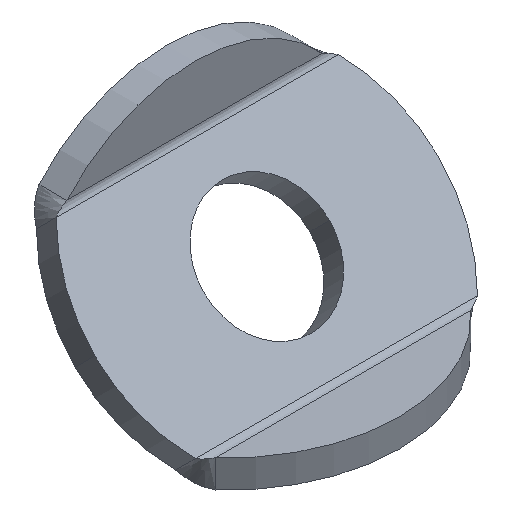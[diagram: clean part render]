
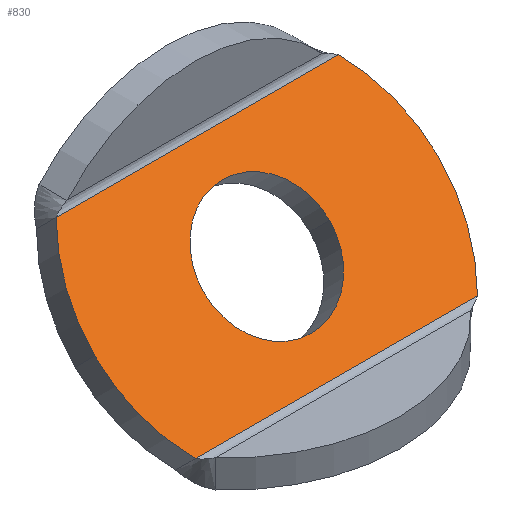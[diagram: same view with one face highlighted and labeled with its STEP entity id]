
A CAD part, isometric view. The second image highlights one B-rep face of the part: STEP entity #830.
In plain terms, the highlighted planar face has unit normal (0, -0.707, 0.707).
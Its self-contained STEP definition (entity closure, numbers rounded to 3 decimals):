
#51=CARTESIAN_POINT('',(2.161,0.827,10.78));
#52=VERTEX_POINT('',#51);
#76=CARTESIAN_POINT('',(5.492,-6.661,3.293));
#77=VERTEX_POINT('',#76);
#84=CARTESIAN_POINT('',(20.661,0.827,10.78));
#85=DIRECTION('',(0.0,0.707,-0.707));
#86=DIRECTION('',(-1.0,0.0,0.0));
#87=AXIS2_PLACEMENT_3D('',#84,#85,#86);
#88=CIRCLE('',#87,18.5);
#89=EDGE_CURVE('',#77,#52,#88,.T.);
#99=CARTESIAN_POINT('',(39.161,0.827,10.78));
#100=VERTEX_POINT('',#99);
#109=CARTESIAN_POINT('',(35.831,-6.661,3.293));
#110=VERTEX_POINT('',#109);
#111=CARTESIAN_POINT('',(20.661,0.827,10.78));
#112=DIRECTION('',(0.0,0.707,-0.707));
#113=DIRECTION('',(-1.0,0.0,0.0));
#114=AXIS2_PLACEMENT_3D('',#111,#112,#113);
#115=CIRCLE('',#114,18.5);
#116=EDGE_CURVE('',#100,#110,#115,.T.);
#149=CARTESIAN_POINT('',(13.911,0.827,10.78));
#150=VERTEX_POINT('',#149);
#159=CARTESIAN_POINT('',(27.411,0.827,10.78));
#160=VERTEX_POINT('',#159);
#161=CARTESIAN_POINT('',(20.661,0.827,10.78));
#162=DIRECTION('',(0.0,0.707,-0.707));
#163=DIRECTION('',(-1.0,0.0,0.0));
#164=AXIS2_PLACEMENT_3D('',#161,#162,#163);
#165=CIRCLE('',#164,6.75);
#166=EDGE_CURVE('',#160,#150,#165,.T.);
#625=CARTESIAN_POINT('',(5.492,-6.661,3.293));
#626=DIRECTION('',(1.0,0.0,0.0));
#627=VECTOR('',#626,30.34);
#628=LINE('',#625,#627);
#629=EDGE_CURVE('',#77,#110,#628,.T.);
#782=CARTESIAN_POINT('',(20.661,0.827,10.78));
#783=DIRECTION('',(0.0,0.707,-0.707));
#784=DIRECTION('',(-1.0,0.0,0.0));
#785=AXIS2_PLACEMENT_3D('',#782,#783,#784);
#786=CIRCLE('',#785,6.75);
#787=EDGE_CURVE('',#150,#160,#786,.T.);
#792=CARTESIAN_POINT('',(20.661,0.827,10.78));
#793=DIRECTION('',(0.,0.707,-0.707));
#794=DIRECTION('',(-1.0,0.0,0.0));
#795=AXIS2_PLACEMENT_3D('',#792,#793,#794);
#796=PLANE('',#795);
#797=ORIENTED_EDGE('',*,*,#629,.T.);
#798=ORIENTED_EDGE('',*,*,#116,.F.);
#799=CARTESIAN_POINT('',(35.831,8.314,18.268));
#800=VERTEX_POINT('',#799);
#801=CARTESIAN_POINT('',(20.661,0.827,10.78));
#802=DIRECTION('',(0.0,0.707,-0.707));
#803=DIRECTION('',(-1.0,0.0,0.0));
#804=AXIS2_PLACEMENT_3D('',#801,#802,#803);
#805=CIRCLE('',#804,18.5);
#806=EDGE_CURVE('',#800,#100,#805,.T.);
#807=ORIENTED_EDGE('',*,*,#806,.F.);
#808=CARTESIAN_POINT('',(5.492,8.314,18.268));
#809=VERTEX_POINT('',#808);
#810=CARTESIAN_POINT('',(35.831,8.314,18.268));
#811=DIRECTION('',(-1.0,0.0,0.0));
#812=VECTOR('',#811,30.34);
#813=LINE('',#810,#812);
#814=EDGE_CURVE('',#800,#809,#813,.T.);
#815=ORIENTED_EDGE('',*,*,#814,.T.);
#816=CARTESIAN_POINT('',(20.661,0.827,10.78));
#817=DIRECTION('',(0.0,0.707,-0.707));
#818=DIRECTION('',(-1.0,0.0,0.0));
#819=AXIS2_PLACEMENT_3D('',#816,#817,#818);
#820=CIRCLE('',#819,18.5);
#821=EDGE_CURVE('',#52,#809,#820,.T.);
#822=ORIENTED_EDGE('',*,*,#821,.F.);
#823=ORIENTED_EDGE('',*,*,#89,.F.);
#824=EDGE_LOOP('',(#797,#798,#807,#815,#822,#823));
#825=FACE_OUTER_BOUND('',#824,.T.);
#826=ORIENTED_EDGE('',*,*,#166,.T.);
#827=ORIENTED_EDGE('',*,*,#787,.T.);
#828=EDGE_LOOP('',(#826,#827));
#829=FACE_BOUND('',#828,.T.);
#830=ADVANCED_FACE('',(#825,#829),#796,.F.);
